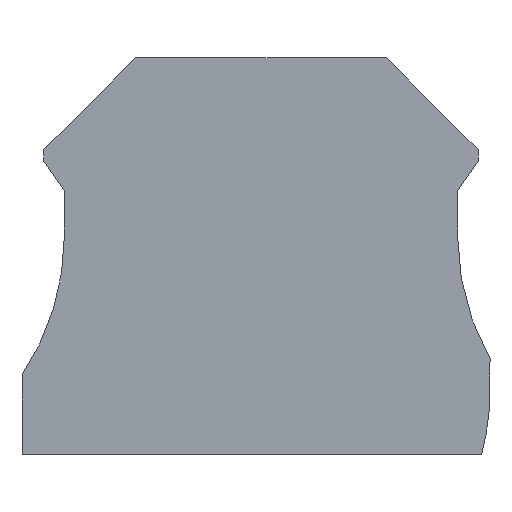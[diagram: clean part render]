
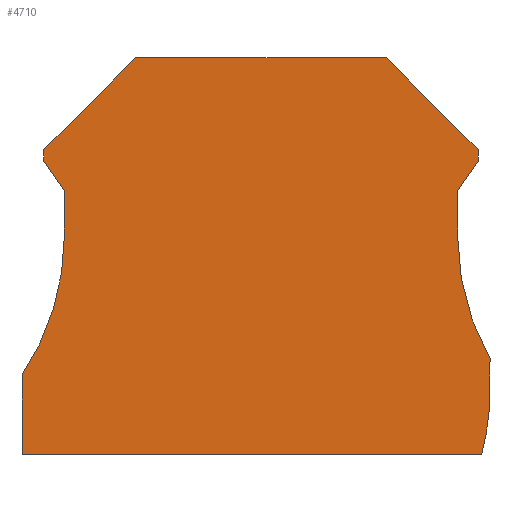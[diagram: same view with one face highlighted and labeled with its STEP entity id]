
A CAD part, left-side view. The second image highlights one B-rep face of the part: STEP entity #4710.
In plain terms, the highlighted face is planar.
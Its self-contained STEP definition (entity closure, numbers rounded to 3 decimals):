
#1480=CARTESIAN_POINT('',(52.93,-50.294,
0.));
#1490=VERTEX_POINT('',#1480);
#1520=CARTESIAN_POINT('',(52.93,-33.886,
0.));
#1530=DIRECTION('',(0.,1.,0.));
#1540=VECTOR('',#1530,1.);
#1550=LINE('',#1520,#1540);
#1560=CARTESIAN_POINT('',(52.93,-58.25,
0.));
#1570=VERTEX_POINT('',#1560);
#1580=EDGE_CURVE('',#1570,#1490,#1550,.T.);
#1860=CARTESIAN_POINT('',(5.93,-48.676,
0.));
#1870=VERTEX_POINT('',#1860);
#1950=CARTESIAN_POINT('',(5.93,-51.822,
0.));
#1960=VERTEX_POINT('',#1950);
#1990=CARTESIAN_POINT('',(5.93,-33.886,
0.));
#2000=DIRECTION('',(0.,1.,0.));
#2010=VECTOR('',#2000,1.);
#2020=LINE('',#1990,#2010);
#2030=EDGE_CURVE('',#1960,#1870,#2020,.T.);
#2250=CARTESIAN_POINT('',(48.68,-36.35,
0.));
#2260=VERTEX_POINT('',#2250);
#2290=CARTESIAN_POINT('',(73.68,-36.35,
0.));
#2300=DIRECTION('',(0.,0.,-1.));
#2310=DIRECTION('',(-1.,0.,0.));
#2320=AXIS2_PLACEMENT_3D('',#2290,#2300,#2310);
#2330=CIRCLE('',#2320,25.);
#2340=EDGE_CURVE('',#1490,#2260,#2330,.T.);
#2560=CARTESIAN_POINT('',(41.53,-18.45,
0.));
#2570=VERTEX_POINT('',#2560);
#2600=CARTESIAN_POINT('',(56.966,-33.886,
0.));
#2610=DIRECTION('',(-0.707,0.707,
0.));
#2620=VECTOR('',#2610,1.);
#2630=LINE('',#2600,#2620);
#2640=CARTESIAN_POINT('',(50.73,-27.65,
0.));
#2650=VERTEX_POINT('',#2640);
#2660=EDGE_CURVE('',#2650,#2570,#2630,.T.);
#2910=CARTESIAN_POINT('',(50.73,-33.886,
0.));
#2920=DIRECTION('',(0.,1.,0.));
#2930=VECTOR('',#2920,1.);
#2940=LINE('',#2910,#2930);
#2950=CARTESIAN_POINT('',(50.73,-28.85,
0.));
#2960=VERTEX_POINT('',#2950);
#2970=EDGE_CURVE('',#2960,#2650,#2940,.T.);
#3250=CARTESIAN_POINT('',(6.77,-58.25,
0.));
#3260=VERTEX_POINT('',#3250);
#3310=CARTESIAN_POINT('',(47.92,-58.25,
0.));
#3320=DIRECTION('',(-1.,0.,0.));
#3330=VECTOR('',#3320,1.);
#3340=LINE('',#3310,#3330);
#3350=EDGE_CURVE('',#1570,#3260,#3340,.T.);
#3530=CARTESIAN_POINT('',(47.203,-33.886,
0.));
#3540=DIRECTION('',(0.574,0.819,
0.));
#3550=VECTOR('',#3540,1.);
#3560=LINE('',#3530,#3550);
#3570=CARTESIAN_POINT('',(48.68,-31.778,
0.));
#3580=VERTEX_POINT('',#3570);
#3590=EDGE_CURVE('',#3580,#2960,#3560,.T.);
#3830=CARTESIAN_POINT('',(30.93,-51.822,
0.));
#3840=DIRECTION('',(0.,0.,-1.));
#3850=DIRECTION('',(-0.993,0.122,0.));
#3860=AXIS2_PLACEMENT_3D('',#3830,#3840,#3850);
#3870=CIRCLE('',#3860,25.);
#3880=EDGE_CURVE('',#3260,#1960,#3870,.T.);
#4030=CARTESIAN_POINT('',(55.356,-62.23,
0.));
#4040=DIRECTION('',(0.,0.,1.));
#4050=DIRECTION('',(-1.,0.,0.));
#4060=AXIS2_PLACEMENT_3D('',#4030,#4040,#4050);
#4070=PLANE('',#4060);
#4080=ORIENTED_EDGE('',*,*,#3350,.T.);
#4090=ORIENTED_EDGE('',*,*,#1580,.F.);
#4100=ORIENTED_EDGE('',*,*,#2340,.F.);
#4110=CARTESIAN_POINT('',(48.68,-33.886,
0.));
#4120=DIRECTION('',(0.,1.,0.));
#4130=VECTOR('',#4120,1.);
#4140=LINE('',#4110,#4130);
#4150=EDGE_CURVE('',#2260,#3580,#4140,.T.);
#4160=ORIENTED_EDGE('',*,*,#4150,.F.);
#4170=ORIENTED_EDGE('',*,*,#3590,.F.);
#4180=ORIENTED_EDGE('',*,*,#2970,.F.);
#4190=ORIENTED_EDGE('',*,*,#2660,.F.);
#4200=CARTESIAN_POINT('',(47.92,-18.45,
0.));
#4210=DIRECTION('',(-1.,0.,0.));
#4220=VECTOR('',#4210,1.);
#4230=LINE('',#4200,#4220);
#4240=CARTESIAN_POINT('',(16.33,-18.45,
0.));
#4250=VERTEX_POINT('',#4240);
#4260=EDGE_CURVE('',#2570,#4250,#4230,.T.);
#4270=ORIENTED_EDGE('',*,*,#4260,.F.);
#4280=CARTESIAN_POINT('',(0.894,-33.886,
0.));
#4290=DIRECTION('',(0.707,0.707,
0.));
#4300=VECTOR('',#4290,1.);
#4310=LINE('',#4280,#4300);
#4320=CARTESIAN_POINT('',(7.13,-27.65,
0.));
#4330=VERTEX_POINT('',#4320);
#4340=EDGE_CURVE('',#4330,#4250,#4310,.T.);
#4350=ORIENTED_EDGE('',*,*,#4340,.T.);
#4360=CARTESIAN_POINT('',(7.13,-33.886,
0.));
#4370=DIRECTION('',(0.,-1.,0.));
#4380=VECTOR('',#4370,1.);
#4390=LINE('',#4360,#4380);
#4400=CARTESIAN_POINT('',(7.13,-28.85,
0.));
#4410=VERTEX_POINT('',#4400);
#4420=EDGE_CURVE('',#4330,#4410,#4390,.T.);
#4430=ORIENTED_EDGE('',*,*,#4420,.F.);
#4440=CARTESIAN_POINT('',(10.656,-33.886,
0.));
#4450=DIRECTION('',(0.574,-0.819,0.));
#4460=VECTOR('',#4450,1.);
#4470=LINE('',#4440,#4460);
#4480=CARTESIAN_POINT('',(9.18,-31.778,
0.));
#4490=VERTEX_POINT('',#4480);
#4500=EDGE_CURVE('',#4410,#4490,#4470,.T.);
#4510=ORIENTED_EDGE('',*,*,#4500,.F.);
#4520=CARTESIAN_POINT('',(9.18,-33.886,
0.));
#4530=DIRECTION('',(0.,-1.,0.));
#4540=VECTOR('',#4530,1.);
#4550=LINE('',#4520,#4540);
#4560=CARTESIAN_POINT('',(9.18,-36.35,
0.));
#4570=VERTEX_POINT('',#4560);
#4580=EDGE_CURVE('',#4490,#4570,#4550,.T.);
#4590=ORIENTED_EDGE('',*,*,#4580,.F.);
#4600=CARTESIAN_POINT('',(-15.82,-36.35,
0.));
#4610=DIRECTION('',(0.,0.,1.));
#4620=DIRECTION('',(1.,0.,0.));
#4630=AXIS2_PLACEMENT_3D('',#4600,#4610,#4620);
#4640=CIRCLE('',#4630,25.);
#4650=EDGE_CURVE('',#1870,#4570,#4640,.T.);
#4660=ORIENTED_EDGE('',*,*,#4650,.T.);
#4670=ORIENTED_EDGE('',*,*,#2030,.T.);
#4680=ORIENTED_EDGE('',*,*,#3880,.T.);
#4690=EDGE_LOOP('',(#4680,#4670,#4660,#4590,#4510,#4430,#4350,#4270,
#4190,#4180,#4170,#4160,#4100,#4090,#4080));
#4700=FACE_OUTER_BOUND('',#4690,.T.);
#4710=ADVANCED_FACE('',(#4700),#4070,.F.);
